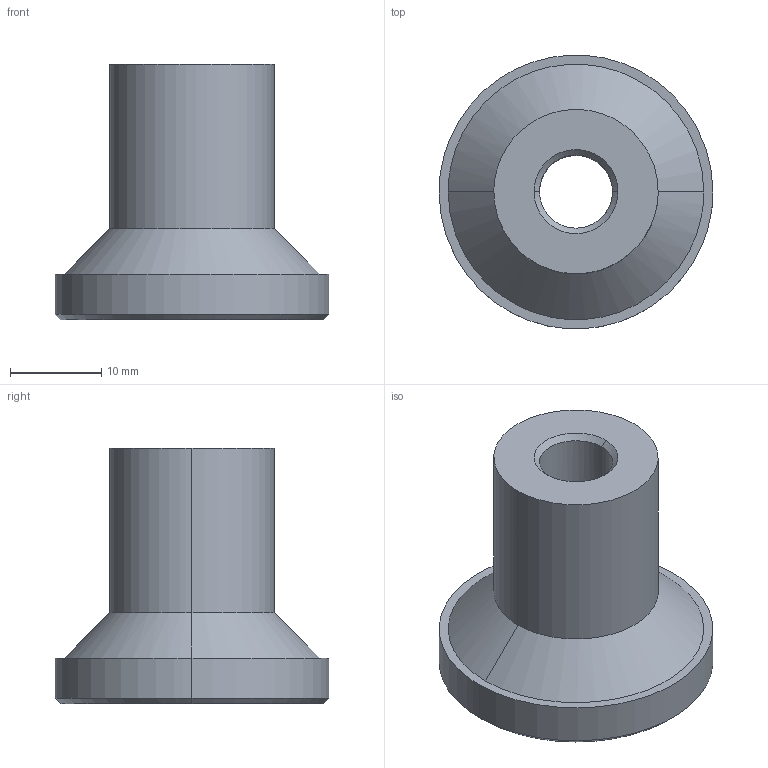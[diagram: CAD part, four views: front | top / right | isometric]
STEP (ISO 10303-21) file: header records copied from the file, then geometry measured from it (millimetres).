
FILE_DESCRIPTION(/* description */ (''),/* implementation_level */ '2;1');
FILE_NAME(/* name */ 'schraubabstandhalter_fuer_METOD',/* time_stamp */ '2025-12-15T12:46:37+01:00',/* author */ (''),/* organization */ (''),/* preprocessor_version */ 'ST-DEVELOPER v16.5',/* originating_system */ 'Rhino 7.38',/* authorisation */ '');
FILE_SCHEMA (('CONFIG_CONTROL_DESIGN'));
Length unit declared in the file: millimetre
Products named in the file (1): Document
Bounding box: 30 x 29.96 x 28 mm (x, y, z)
Volume: 8793.1 mm3; surface area: 3606.1 mm2
Topology: 1 solids, 1 shells, 17 faces, 34 edges, 20 vertices
Faces by surface type: bspline 8, cylinder 6, plane 3
Entity records: 546 total; most frequent: CARTESIAN_POINT 240, ORIENTED_EDGE 68, EDGE_CURVE 34, EDGE_LOOP 20, VERTEX_POINT 20, ADVANCED_FACE 17, FACE_OUTER_BOUND 17, DIRECTION 13
